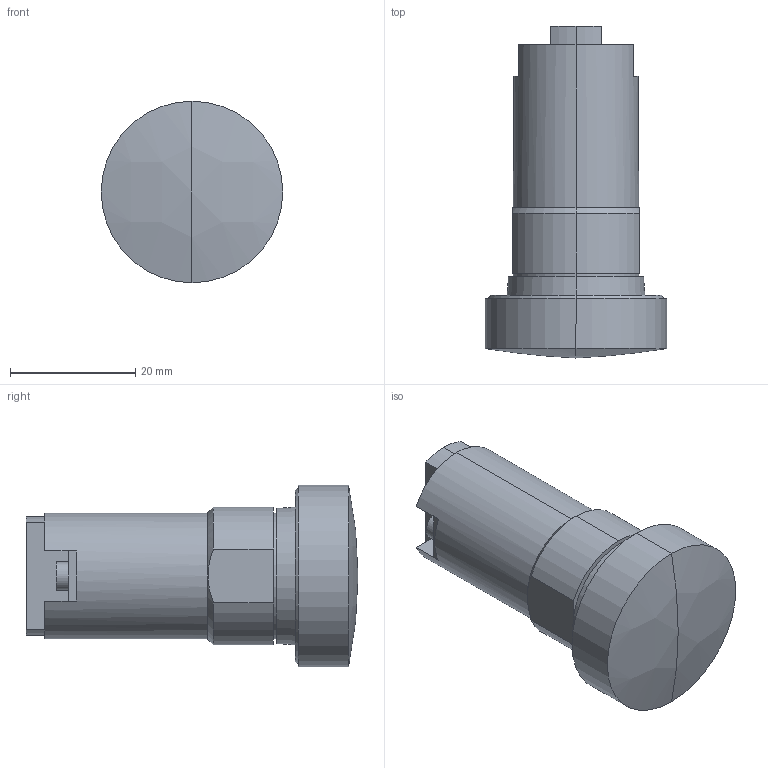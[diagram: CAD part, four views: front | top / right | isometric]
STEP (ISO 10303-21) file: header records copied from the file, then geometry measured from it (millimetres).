
FILE_DESCRIPTION (( 'STEP AP214' ), '1' );
FILE_NAME ('522431.STEP', '2024-06-12T18:29:21', ( '' ), ( '' ), 'SwSTEP 2.0', 'SolidWorks 2023', '' );
FILE_SCHEMA (( 'AUTOMOTIVE_DESIGN' ));
Length unit declared in the file: inch
Products named in the file (1): 522431
Bounding box: 29 x 53 x 29 mm (x, y, z)
Volume: 19531.4 mm3; surface area: 5024.9 mm2
Topology: 1 solids, 1 shells, 50 faces, 119 edges, 78 vertices
Faces by surface type: plane 24, cylinder 18, cone 6, bspline 2
Entity records: 1529 total; most frequent: CARTESIAN_POINT 300, DIRECTION 266, ORIENTED_EDGE 238, EDGE_CURVE 119, AXIS2_PLACEMENT_3D 100, VERTEX_POINT 78, LINE 66, VECTOR 66
